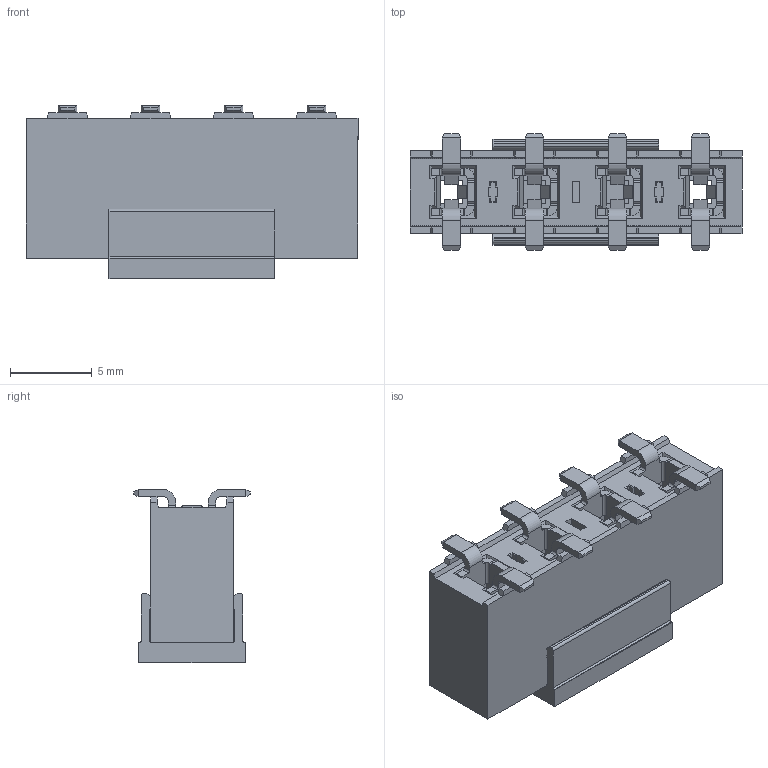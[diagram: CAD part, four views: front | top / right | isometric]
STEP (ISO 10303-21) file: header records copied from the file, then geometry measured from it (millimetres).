
FILE_DESCRIPTION(/* description */ (''),/* implementation_level */ '2;1');
FILE_NAME(/* name */ '3950-04-xx-00-PPxx.stp',/* time_stamp */ '2025-11-24T11:00:31+01:00',/* author */ ('Andreas.Larin'),/* organization */ (''),/* preprocessor_version */ 'ST-DEVELOPER v20',/* originating_system */ 'Autodesk Inventor 2025',/* authorisation */ '');
FILE_SCHEMA (('AUTOMOTIVE_DESIGN { 1 0 10303 214 3 1 1 }'));
Length unit declared in the file: millimetre
Products named in the file (3): 3950-04-xx-00-PPxx; 3950-04-xx-00-xxxx; 3950-Body1-CAP
Assembly tree (2 placements, depth 2):
  3950-04-xx-00-PPxx
    3950-04-xx-00-xxxx
    3950-Body1-CAP
Bounding box: 20.32 x 7.11 x 10.6 mm (x, y, z)
Volume: 785.7 mm3; surface area: 1714.9 mm2
Topology: 2 solids, 2 shells, 819 faces, 2130 edges, 1292 vertices
Faces by surface type: plane 641, cylinder 178
Entity records: 25496 total; most frequent: CARTESIAN_POINT 4446, ORIENTED_EDGE 4260, DIRECTION 4102, EDGE_CURVE 2130, LINE 1726, VECTOR 1726, VERTEX_POINT 1292, AXIS2_PLACEMENT_3D 1188
